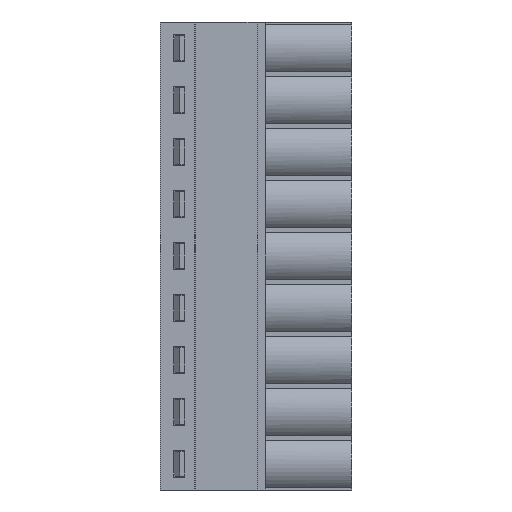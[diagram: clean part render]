
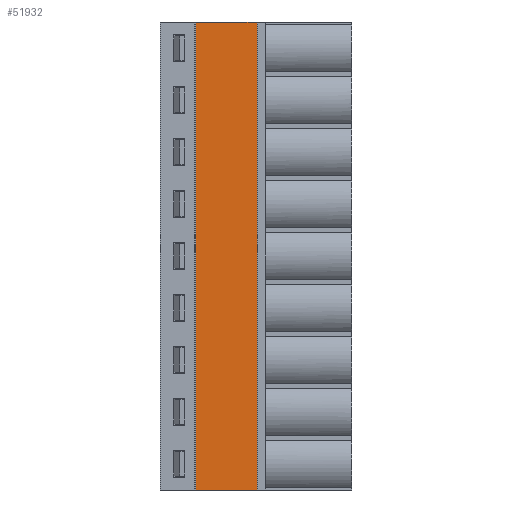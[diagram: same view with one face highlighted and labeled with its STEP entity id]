
A CAD part, front view. The second image highlights one B-rep face of the part: STEP entity #51932.
In plain terms, the highlighted planar face has unit normal (0, -1, 0).
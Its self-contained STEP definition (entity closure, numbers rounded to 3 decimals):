
#45904=CARTESIAN_POINT('',(-1.602,-6.18,11.482));
#45905=VERTEX_POINT('',#45904);
#45915=CARTESIAN_POINT('',(3.8,-6.18,11.482));
#45916=VERTEX_POINT('',#45915);
#45917=CARTESIAN_POINT('',(-1.602,-6.18,11.482));
#45918=CARTESIAN_POINT('',(-0.522,-6.18,11.482));
#45919=CARTESIAN_POINT('',(0.559,-6.18,11.482));
#45920=CARTESIAN_POINT('',(1.639,-6.18,11.482));
#45921=CARTESIAN_POINT('',(2.719,-6.18,11.482));
#45922=CARTESIAN_POINT('',(3.8,-6.18,11.482));
#45923=B_SPLINE_CURVE_WITH_KNOTS('',5,(#45917,#45918,#45919,#45920,#45921,#45922),.UNSPECIFIED.,.F.,.U.,(6,6),(0.,5.9),.UNSPECIFIED.);
#45924=EDGE_CURVE('',#45905,#45916,#45923,.T.);
#51880=CARTESIAN_POINT('',(-1.602,-6.18,-29.794));
#51881=VERTEX_POINT('',#51880);
#51891=CARTESIAN_POINT('',(-1.602,-6.18,-29.794));
#51892=CARTESIAN_POINT('',(-1.602,-6.18,-21.539));
#51893=CARTESIAN_POINT('',(-1.602,-6.18,-13.284));
#51894=CARTESIAN_POINT('',(-1.602,-6.18,-5.029));
#51895=CARTESIAN_POINT('',(-1.602,-6.18,3.227));
#51896=CARTESIAN_POINT('',(-1.602,-6.18,11.482));
#51897=B_SPLINE_CURVE_WITH_KNOTS('',5,(#51891,#51892,#51893,#51894,#51895,#51896),.UNSPECIFIED.,.F.,.U.,(6,6),(0.,45.08),.UNSPECIFIED.);
#51898=EDGE_CURVE('',#51881,#45905,#51897,.T.);
#51903=CARTESIAN_POINT('',(1.099,-6.18,-9.156));
#51904=DIRECTION('',(1.,0.,0.));
#51905=DIRECTION('',(0.,-1.,0.));
#51906=AXIS2_PLACEMENT_3D('',#51903,#51905,#51904);
#51907=PLANE('',#51906);
#51908=ORIENTED_EDGE('',*,*,#45924,.F.);
#51909=ORIENTED_EDGE('',*,*,#51898,.F.);
#51910=CARTESIAN_POINT('',(3.8,-6.18,-29.794));
#51911=VERTEX_POINT('',#51910);
#51912=CARTESIAN_POINT('',(-1.602,-6.18,-29.794));
#51913=CARTESIAN_POINT('',(-0.522,-6.18,-29.794));
#51914=CARTESIAN_POINT('',(0.559,-6.18,-29.794));
#51915=CARTESIAN_POINT('',(1.639,-6.18,-29.794));
#51916=CARTESIAN_POINT('',(2.719,-6.18,-29.794));
#51917=CARTESIAN_POINT('',(3.8,-6.18,-29.794));
#51918=B_SPLINE_CURVE_WITH_KNOTS('',5,(#51912,#51913,#51914,#51915,#51916,#51917),.UNSPECIFIED.,.F.,.U.,(6,6),(0.,5.9),.UNSPECIFIED.);
#51919=EDGE_CURVE('',#51881,#51911,#51918,.T.);
#51920=ORIENTED_EDGE('',*,*,#51919,.T.);
#51921=CARTESIAN_POINT('',(3.8,-6.18,-29.794));
#51922=CARTESIAN_POINT('',(3.8,-6.18,-21.539));
#51923=CARTESIAN_POINT('',(3.8,-6.18,-13.284));
#51924=CARTESIAN_POINT('',(3.8,-6.18,-5.029));
#51925=CARTESIAN_POINT('',(3.8,-6.18,3.227));
#51926=CARTESIAN_POINT('',(3.8,-6.18,11.482));
#51927=B_SPLINE_CURVE_WITH_KNOTS('',5,(#51921,#51922,#51923,#51924,#51925,#51926),.UNSPECIFIED.,.F.,.U.,(6,6),(0.,45.08),.UNSPECIFIED.);
#51928=EDGE_CURVE('',#51911,#45916,#51927,.T.);
#51929=ORIENTED_EDGE('',*,*,#51928,.T.);
#51930=EDGE_LOOP('',(#51908,#51909,#51920,#51929));
#51931=FACE_OUTER_BOUND('',#51930,.T.);
#51932=ADVANCED_FACE('',(#51931),#51907,.T.);
